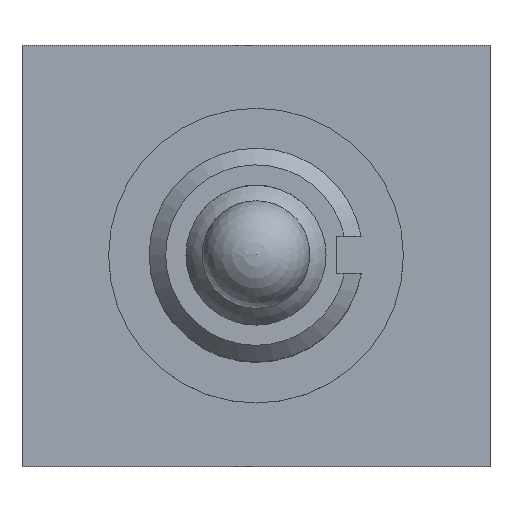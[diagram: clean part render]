
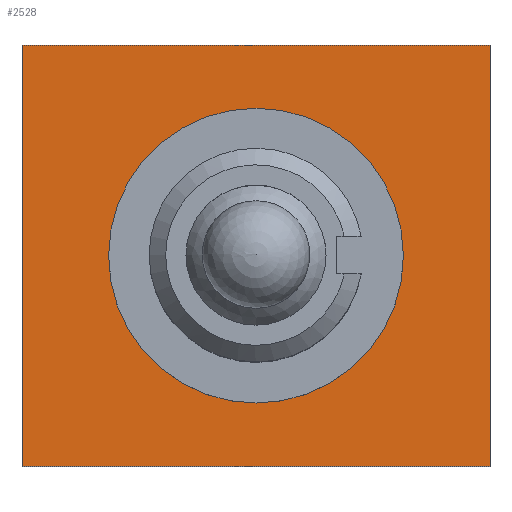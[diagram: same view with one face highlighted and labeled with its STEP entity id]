
A CAD part, top view. The second image highlights one B-rep face of the part: STEP entity #2528.
In plain terms, the highlighted planar face has unit normal (0, 0, 1).
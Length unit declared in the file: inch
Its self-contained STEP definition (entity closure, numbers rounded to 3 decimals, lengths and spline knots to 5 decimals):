
#33=FACE_BOUND('',#899,.T.);
#98=PLANE('',#2713);
#156=CIRCLE('',#2714,0.15748);
#340=LINE('',#4928,#559);
#341=LINE('',#4930,#560);
#342=LINE('',#4932,#561);
#343=LINE('',#4933,#562);
#559=VECTOR('',#3181,0.3937);
#560=VECTOR('',#3182,0.3937);
#561=VECTOR('',#3183,0.3937);
#562=VECTOR('',#3184,0.3937);
#753=FACE_OUTER_BOUND('',#898,.T.);
#898=EDGE_LOOP('',(#2207,#2208,#2209,#2210));
#899=EDGE_LOOP('',(#2211));
#1226=VERTEX_POINT('',#4926);
#1227=VERTEX_POINT('',#4927);
#1228=VERTEX_POINT('',#4929);
#1229=VERTEX_POINT('',#4931);
#1230=VERTEX_POINT('',#4934);
#1574=EDGE_CURVE('',#1226,#1227,#340,.T.);
#1575=EDGE_CURVE('',#1228,#1226,#341,.T.);
#1576=EDGE_CURVE('',#1229,#1228,#342,.T.);
#1577=EDGE_CURVE('',#1227,#1229,#343,.T.);
#1578=EDGE_CURVE('',#1230,#1230,#156,.T.);
#2207=ORIENTED_EDGE('',*,*,#1574,.F.);
#2208=ORIENTED_EDGE('',*,*,#1575,.F.);
#2209=ORIENTED_EDGE('',*,*,#1576,.F.);
#2210=ORIENTED_EDGE('',*,*,#1577,.F.);
#2211=ORIENTED_EDGE('',*,*,#1578,.T.);
#2528=ADVANCED_FACE('',(#753,#33),#98,.T.);
#2713=AXIS2_PLACEMENT_3D('',#4925,#3179,#3180);
#2714=AXIS2_PLACEMENT_3D('',#4935,#3185,#3186);
#3179=DIRECTION('center_axis',(0.,0.,1.));
#3180=DIRECTION('ref_axis',(1.,0.,0.));
#3181=DIRECTION('',(0.,-1.,0.));
#3182=DIRECTION('',(1.,0.,0.));
#3183=DIRECTION('',(0.,1.,0.));
#3184=DIRECTION('',(-1.,0.,0.));
#3185=DIRECTION('center_axis',(0.,0.,-1.));
#3186=DIRECTION('ref_axis',(-1.,0.,0.));
#4925=CARTESIAN_POINT('Origin',(0.,0.,
0.41024));
#4926=CARTESIAN_POINT('',(0.25,0.225,0.41024));
#4927=CARTESIAN_POINT('',(0.25,-0.225,0.41024));
#4928=CARTESIAN_POINT('',(0.25,0.225,0.41024));
#4929=CARTESIAN_POINT('',(-0.25,0.225,0.41024));
#4930=CARTESIAN_POINT('',(-0.25,0.225,0.41024));
#4931=CARTESIAN_POINT('',(-0.25,-0.225,0.41024));
#4932=CARTESIAN_POINT('',(-0.25,-0.225,0.41024));
#4933=CARTESIAN_POINT('',(0.25,-0.225,0.41024));
#4934=CARTESIAN_POINT('',(0.15748,0.,0.41024));
#4935=CARTESIAN_POINT('Origin',(0.,0.,
0.41024));
